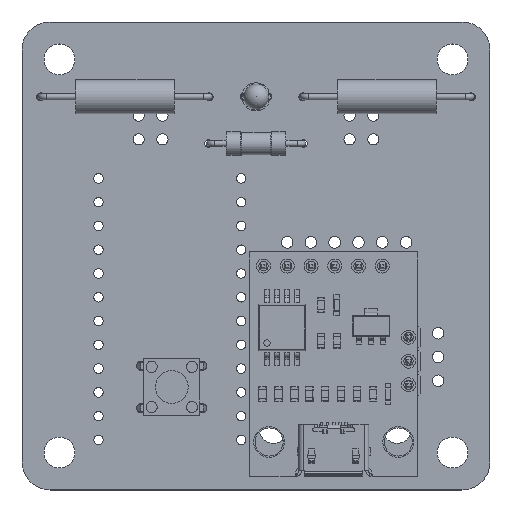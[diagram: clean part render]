
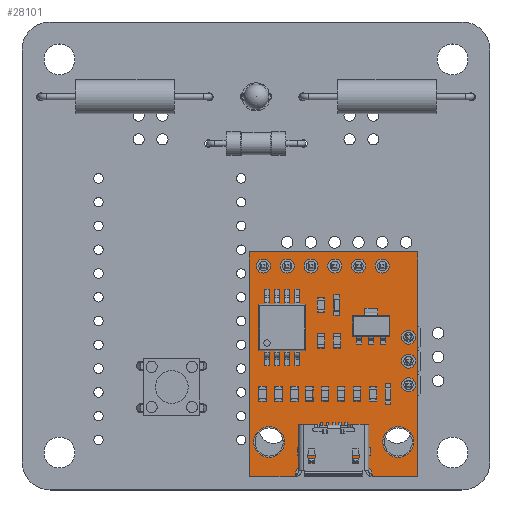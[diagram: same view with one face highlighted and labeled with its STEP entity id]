
A CAD part, top view. The second image highlights one B-rep face of the part: STEP entity #28101.
In plain terms, the highlighted planar face has unit normal (0, 0, 1).
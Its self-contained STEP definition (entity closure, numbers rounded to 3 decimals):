
#830=FACE_BOUND('',#4146,.T.);
#831=FACE_BOUND('',#4147,.T.);
#832=FACE_BOUND('',#4148,.T.);
#833=FACE_BOUND('',#4149,.T.);
#834=FACE_BOUND('',#4150,.T.);
#835=FACE_BOUND('',#4151,.T.);
#836=FACE_BOUND('',#4152,.T.);
#837=FACE_BOUND('',#4153,.T.);
#838=FACE_BOUND('',#4154,.T.);
#839=FACE_BOUND('',#4155,.T.);
#840=FACE_BOUND('',#4156,.T.);
#1035=PLANE('',#30447);
#2302=FACE_OUTER_BOUND('',#4145,.T.);
#4145=EDGE_LOOP('',(#20632,#20633,#20634,#20635,#20636,#20637,#20638,#20639,
#20640,#20641));
#4146=EDGE_LOOP('',(#20642));
#4147=EDGE_LOOP('',(#20643));
#4148=EDGE_LOOP('',(#20644));
#4149=EDGE_LOOP('',(#20645));
#4150=EDGE_LOOP('',(#20646));
#4151=EDGE_LOOP('',(#20647));
#4152=EDGE_LOOP('',(#20648));
#4153=EDGE_LOOP('',(#20649));
#4154=EDGE_LOOP('',(#20650));
#4155=EDGE_LOOP('',(#20651));
#4156=EDGE_LOOP('',(#20652));
#5826=LINE('',#42337,#8860);
#5829=LINE('',#42345,#8863);
#5832=LINE('',#42353,#8866);
#5834=LINE('',#42357,#8868);
#5836=LINE('',#42361,#8870);
#5838=LINE('',#42365,#8872);
#5840=LINE('',#42369,#8874);
#5842=LINE('',#42372,#8876);
#8860=VECTOR('',#34179,10.);
#8863=VECTOR('',#34188,10.);
#8866=VECTOR('',#34197,10.);
#8868=VECTOR('',#34201,10.);
#8870=VECTOR('',#34205,10.);
#8872=VECTOR('',#34209,10.);
#8874=VECTOR('',#34213,10.);
#8876=VECTOR('',#34217,10.);
#11860=CIRCLE('',#30370,1.65);
#11863=CIRCLE('',#30375,0.75);
#11866=CIRCLE('',#30380,1.65);
#11869=CIRCLE('',#30385,0.75);
#11872=CIRCLE('',#30390,0.75);
#11875=CIRCLE('',#30395,0.75);
#11878=CIRCLE('',#30400,0.75);
#11881=CIRCLE('',#30405,0.75);
#11884=CIRCLE('',#30410,0.75);
#11887=CIRCLE('',#30415,0.75);
#11890=CIRCLE('',#30420,0.75);
#11893=CIRCLE('',#30437,0.75);
#11894=CIRCLE('',#30440,0.75);
#12915=VERTEX_POINT('',#42213);
#12918=VERTEX_POINT('',#42222);
#12921=VERTEX_POINT('',#42231);
#12924=VERTEX_POINT('',#42240);
#12927=VERTEX_POINT('',#42249);
#12930=VERTEX_POINT('',#42258);
#12933=VERTEX_POINT('',#42267);
#12936=VERTEX_POINT('',#42276);
#12939=VERTEX_POINT('',#42285);
#12942=VERTEX_POINT('',#42294);
#12945=VERTEX_POINT('',#42303);
#12948=VERTEX_POINT('',#42334);
#12949=VERTEX_POINT('',#42336);
#12950=VERTEX_POINT('',#42340);
#12951=VERTEX_POINT('',#42344);
#12952=VERTEX_POINT('',#42348);
#12953=VERTEX_POINT('',#42352);
#12954=VERTEX_POINT('',#42356);
#12955=VERTEX_POINT('',#42360);
#12956=VERTEX_POINT('',#42364);
#12957=VERTEX_POINT('',#42368);
#15771=EDGE_CURVE('',#12915,#12915,#11860,.T.);
#15775=EDGE_CURVE('',#12918,#12918,#11863,.T.);
#15779=EDGE_CURVE('',#12921,#12921,#11866,.T.);
#15783=EDGE_CURVE('',#12924,#12924,#11869,.T.);
#15787=EDGE_CURVE('',#12927,#12927,#11872,.T.);
#15791=EDGE_CURVE('',#12930,#12930,#11875,.T.);
#15795=EDGE_CURVE('',#12933,#12933,#11878,.T.);
#15799=EDGE_CURVE('',#12936,#12936,#11881,.T.);
#15803=EDGE_CURVE('',#12939,#12939,#11884,.T.);
#15807=EDGE_CURVE('',#12942,#12942,#11887,.T.);
#15811=EDGE_CURVE('',#12945,#12945,#11890,.T.);
#15827=EDGE_CURVE('',#12949,#12948,#5826,.T.);
#15829=EDGE_CURVE('',#12950,#12949,#11893,.T.);
#15831=EDGE_CURVE('',#12951,#12950,#5829,.T.);
#15833=EDGE_CURVE('',#12952,#12951,#11894,.T.);
#15835=EDGE_CURVE('',#12953,#12952,#5832,.T.);
#15837=EDGE_CURVE('',#12954,#12953,#5834,.T.);
#15839=EDGE_CURVE('',#12955,#12954,#5836,.T.);
#15841=EDGE_CURVE('',#12956,#12955,#5838,.T.);
#15843=EDGE_CURVE('',#12957,#12956,#5840,.T.);
#15845=EDGE_CURVE('',#12948,#12957,#5842,.T.);
#20632=ORIENTED_EDGE('',*,*,#15845,.T.);
#20633=ORIENTED_EDGE('',*,*,#15843,.T.);
#20634=ORIENTED_EDGE('',*,*,#15841,.T.);
#20635=ORIENTED_EDGE('',*,*,#15839,.T.);
#20636=ORIENTED_EDGE('',*,*,#15837,.T.);
#20637=ORIENTED_EDGE('',*,*,#15835,.T.);
#20638=ORIENTED_EDGE('',*,*,#15833,.T.);
#20639=ORIENTED_EDGE('',*,*,#15831,.T.);
#20640=ORIENTED_EDGE('',*,*,#15829,.T.);
#20641=ORIENTED_EDGE('',*,*,#15827,.T.);
#20642=ORIENTED_EDGE('',*,*,#15771,.T.);
#20643=ORIENTED_EDGE('',*,*,#15775,.T.);
#20644=ORIENTED_EDGE('',*,*,#15779,.T.);
#20645=ORIENTED_EDGE('',*,*,#15783,.T.);
#20646=ORIENTED_EDGE('',*,*,#15787,.T.);
#20647=ORIENTED_EDGE('',*,*,#15791,.T.);
#20648=ORIENTED_EDGE('',*,*,#15795,.T.);
#20649=ORIENTED_EDGE('',*,*,#15799,.T.);
#20650=ORIENTED_EDGE('',*,*,#15803,.T.);
#20651=ORIENTED_EDGE('',*,*,#15807,.T.);
#20652=ORIENTED_EDGE('',*,*,#15811,.T.);
#28101=ADVANCED_FACE('',(#2302,#830,#831,#832,#833,#834,#835,#836,#837,
#838,#839,#840),#1035,.T.);
#30370=AXIS2_PLACEMENT_3D('',#42214,#34024,#34025);
#30375=AXIS2_PLACEMENT_3D('',#42223,#34035,#34036);
#30380=AXIS2_PLACEMENT_3D('',#42232,#34046,#34047);
#30385=AXIS2_PLACEMENT_3D('',#42241,#34057,#34058);
#30390=AXIS2_PLACEMENT_3D('',#42250,#34068,#34069);
#30395=AXIS2_PLACEMENT_3D('',#42259,#34079,#34080);
#30400=AXIS2_PLACEMENT_3D('',#42268,#34090,#34091);
#30405=AXIS2_PLACEMENT_3D('',#42277,#34101,#34102);
#30410=AXIS2_PLACEMENT_3D('',#42286,#34112,#34113);
#30415=AXIS2_PLACEMENT_3D('',#42295,#34123,#34124);
#30420=AXIS2_PLACEMENT_3D('',#42304,#34134,#34135);
#30437=AXIS2_PLACEMENT_3D('',#42341,#34183,#34184);
#30440=AXIS2_PLACEMENT_3D('',#42349,#34192,#34193);
#30447=AXIS2_PLACEMENT_3D('',#42373,#34218,#34219);
#34024=DIRECTION('center_axis',(0.,0.,-1.));
#34025=DIRECTION('ref_axis',(-1.,0.,0.));
#34035=DIRECTION('center_axis',(0.,0.,-1.));
#34036=DIRECTION('ref_axis',(-1.,0.,0.));
#34046=DIRECTION('center_axis',(0.,0.,-1.));
#34047=DIRECTION('ref_axis',(-1.,0.,0.));
#34057=DIRECTION('center_axis',(0.,0.,-1.));
#34058=DIRECTION('ref_axis',(-1.,0.,0.));
#34068=DIRECTION('center_axis',(0.,0.,-1.));
#34069=DIRECTION('ref_axis',(-1.,0.,0.));
#34079=DIRECTION('center_axis',(0.,0.,-1.));
#34080=DIRECTION('ref_axis',(-1.,0.,0.));
#34090=DIRECTION('center_axis',(0.,0.,-1.));
#34091=DIRECTION('ref_axis',(-1.,0.,0.));
#34101=DIRECTION('center_axis',(0.,0.,-1.));
#34102=DIRECTION('ref_axis',(-1.,0.,0.));
#34112=DIRECTION('center_axis',(0.,0.,-1.));
#34113=DIRECTION('ref_axis',(-1.,0.,0.));
#34123=DIRECTION('center_axis',(0.,0.,-1.));
#34124=DIRECTION('ref_axis',(-1.,0.,0.));
#34134=DIRECTION('center_axis',(0.,0.,-1.));
#34135=DIRECTION('ref_axis',(-1.,0.,0.));
#34179=DIRECTION('',(0.,1.,0.));
#34183=DIRECTION('center_axis',(0.,0.,-1.));
#34184=DIRECTION('ref_axis',(-1.,0.,0.));
#34188=DIRECTION('',(-1.,0.,0.));
#34192=DIRECTION('center_axis',(0.,0.,-1.));
#34193=DIRECTION('ref_axis',(0.,-1.,0.));
#34197=DIRECTION('',(0.,-1.,0.));
#34201=DIRECTION('',(-1.,0.,0.));
#34205=DIRECTION('',(0.,1.,0.));
#34209=DIRECTION('',(1.,0.,0.));
#34213=DIRECTION('',(0.,-1.,0.));
#34217=DIRECTION('',(-1.,0.,0.));
#34218=DIRECTION('center_axis',(0.,0.,1.));
#34219=DIRECTION('ref_axis',(1.,0.,0.));
#42213=CARTESIAN_POINT('',(3.75,20.3,1.3));
#42214=CARTESIAN_POINT('Origin',(2.1,20.3,1.3));
#42222=CARTESIAN_POINT('',(1.75,14.2,1.3));
#42223=CARTESIAN_POINT('Origin',(1.,14.2,1.3));
#42231=CARTESIAN_POINT('',(17.55,20.3,1.3));
#42232=CARTESIAN_POINT('Origin',(15.9,20.3,1.3));
#42240=CARTESIAN_POINT('',(1.75,9.12,1.3));
#42241=CARTESIAN_POINT('Origin',(1.,9.12,1.3));
#42249=CARTESIAN_POINT('',(4.55,1.5,1.3));
#42250=CARTESIAN_POINT('Origin',(3.8,1.5,1.3));
#42258=CARTESIAN_POINT('',(9.63,1.5,1.3));
#42259=CARTESIAN_POINT('Origin',(8.88,1.5,1.3));
#42267=CARTESIAN_POINT('',(14.71,1.5,1.3));
#42268=CARTESIAN_POINT('Origin',(13.96,1.5,1.3));
#42276=CARTESIAN_POINT('',(1.75,11.66,1.3));
#42277=CARTESIAN_POINT('Origin',(1.,11.66,1.3));
#42285=CARTESIAN_POINT('',(7.09,1.5,1.3));
#42286=CARTESIAN_POINT('Origin',(6.34,1.5,1.3));
#42294=CARTESIAN_POINT('',(12.17,1.5,1.3));
#42295=CARTESIAN_POINT('Origin',(11.42,1.5,1.3));
#42303=CARTESIAN_POINT('',(17.25,1.5,1.3));
#42304=CARTESIAN_POINT('Origin',(16.5,1.5,1.3));
#42334=CARTESIAN_POINT('',(4.9,24.,1.3));
#42336=CARTESIAN_POINT('',(4.9,23.75,1.3));
#42337=CARTESIAN_POINT('',(4.9,24.,1.3));
#42340=CARTESIAN_POINT('',(5.65,23.,1.3));
#42341=CARTESIAN_POINT('Origin',(5.65,23.75,1.3));
#42344=CARTESIAN_POINT('',(12.35,23.,1.3));
#42345=CARTESIAN_POINT('',(5.65,23.,1.3));
#42348=CARTESIAN_POINT('',(13.1,23.75,1.3));
#42349=CARTESIAN_POINT('Origin',(12.35,23.75,1.3));
#42352=CARTESIAN_POINT('',(13.1,24.,1.3));
#42353=CARTESIAN_POINT('',(13.1,23.75,1.3));
#42356=CARTESIAN_POINT('',(18.,24.,1.3));
#42357=CARTESIAN_POINT('',(18.,24.,1.3));
#42360=CARTESIAN_POINT('',(18.,0.,1.3));
#42361=CARTESIAN_POINT('',(18.,0.,1.3));
#42364=CARTESIAN_POINT('',(0.,0.,1.3));
#42365=CARTESIAN_POINT('',(0.,0.,1.3));
#42368=CARTESIAN_POINT('',(0.,24.,1.3));
#42369=CARTESIAN_POINT('',(0.,24.,1.3));
#42372=CARTESIAN_POINT('',(18.,24.,1.3));
#42373=CARTESIAN_POINT('Origin',(9.,12.,1.3));
